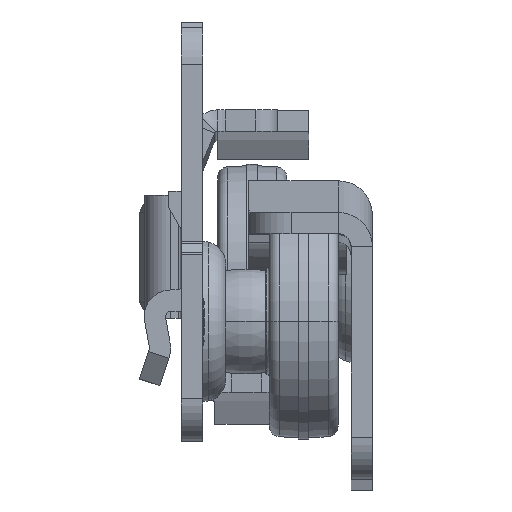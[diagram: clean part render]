
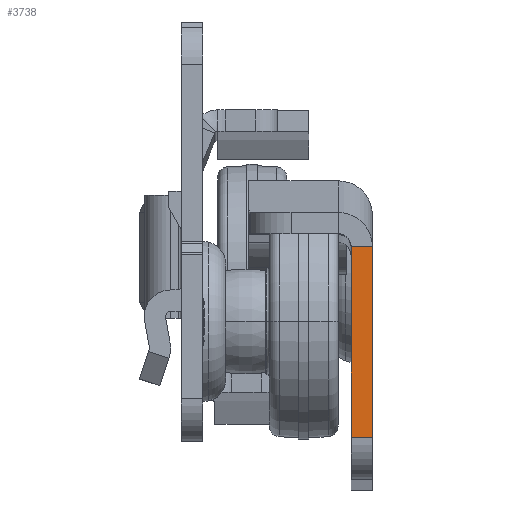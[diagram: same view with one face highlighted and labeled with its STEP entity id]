
A CAD part, top view. The second image highlights one B-rep face of the part: STEP entity #3738.
In plain terms, the highlighted planar face has unit normal (0, 0, 1).
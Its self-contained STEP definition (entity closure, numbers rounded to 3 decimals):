
#880 = VERTEX_POINT ( 'NONE', #19727 ) ;
#2135 = DIRECTION ( 'NONE',  ( 0., 0., 1. ) ) ;
#3301 = VECTOR ( 'NONE', #5552, 1000. ) ;
#3738 = ADVANCED_FACE ( 'NONE', ( #6726 ), #38930, .T. ) ;
#5552 = DIRECTION ( 'NONE',  ( 1., 0., 0. ) ) ;
#5814 = CARTESIAN_POINT ( 'NONE',  ( -2., -7.75, 545.5 ) ) ;
#6726 = FACE_OUTER_BOUND ( 'NONE', #24337, .T. ) ;
#8619 = EDGE_CURVE ( 'NONE', #880, #45551, #31735, .T. ) ;
#8946 = DIRECTION ( 'NONE',  ( 0., -1., 0. ) ) ;
#9945 = EDGE_CURVE ( 'NONE', #37595, #45551, #26095, .T. ) ;
#11776 = ORIENTED_EDGE ( 'NONE', *, *, #52558, .F. ) ;
#12682 = ORIENTED_EDGE ( 'NONE', *, *, #9945, .T. ) ;
#13141 = EDGE_CURVE ( 'NONE', #45109, #37595, #42477, .T. ) ;
#13265 = CARTESIAN_POINT ( 'NONE',  ( -2., -7.75, 545.5 ) ) ;
#15339 = DIRECTION ( 'NONE',  ( 0., -1., 0. ) ) ;
#15485 = DIRECTION ( 'NONE',  ( 1., 0., 0. ) ) ;
#16881 = VECTOR ( 'NONE', #15485, 1000. ) ;
#19021 = CARTESIAN_POINT ( 'NONE',  ( -2., 10.226, 545.5 ) ) ;
#19390 = CARTESIAN_POINT ( 'NONE',  ( 0., -11.75, 545.5 ) ) ;
#19531 = LINE ( 'NONE', #31617, #16881 ) ;
#19727 = CARTESIAN_POINT ( 'NONE',  ( 0., 10.226, 545.5 ) ) ;
#23455 = CARTESIAN_POINT ( 'NONE',  ( 0., -7.75, 545.5 ) ) ;
#24337 = EDGE_LOOP ( 'NONE', ( #11776, #33354, #12682, #41045 ) ) ;
#25501 = VECTOR ( 'NONE', #15339, 1000. ) ;
#26095 = LINE ( 'NONE', #5814, #3301 ) ;
#26246 = CARTESIAN_POINT ( 'NONE',  ( -2., -11.75, 545.5 ) ) ;
#31617 = CARTESIAN_POINT ( 'NONE',  ( -2., 10.226, 545.5 ) ) ;
#31735 = LINE ( 'NONE', #19390, #25501 ) ;
#33354 = ORIENTED_EDGE ( 'NONE', *, *, #13141, .T. ) ;
#37595 = VERTEX_POINT ( 'NONE', #13265 ) ;
#38930 = PLANE ( 'NONE',  #48675 ) ;
#39729 = DIRECTION ( 'NONE',  ( 1., 0., 0. ) ) ;
#41045 = ORIENTED_EDGE ( 'NONE', *, *, #8619, .F. ) ;
#42477 = LINE ( 'NONE', #26246, #44936 ) ;
#44936 = VECTOR ( 'NONE', #8946, 1000. ) ;
#45109 = VERTEX_POINT ( 'NONE', #19021 ) ;
#45551 = VERTEX_POINT ( 'NONE', #23455 ) ;
#47846 = CARTESIAN_POINT ( 'NONE',  ( -2., -11.75, 545.5 ) ) ;
#48675 = AXIS2_PLACEMENT_3D ( 'NONE', #47846, #2135, #39729 ) ;
#52558 = EDGE_CURVE ( 'NONE', #45109, #880, #19531, .T. ) ;
